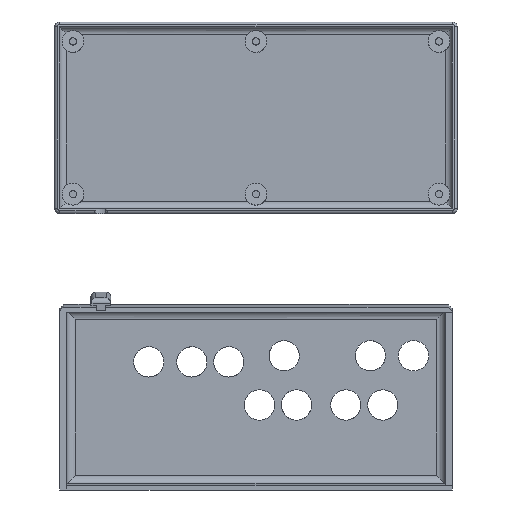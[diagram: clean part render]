
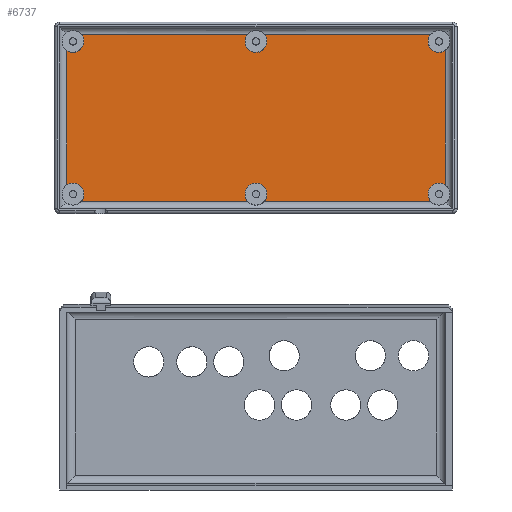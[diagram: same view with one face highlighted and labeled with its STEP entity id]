
A CAD part, top view. The second image highlights one B-rep face of the part: STEP entity #6737.
In plain terms, the highlighted planar face has unit normal (0, 0, 1).
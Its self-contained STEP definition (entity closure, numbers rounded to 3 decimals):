
#286=PLANE('',#7121);
#911=FACE_OUTER_BOUND('',#1308,.T.);
#1308=EDGE_LOOP('',(#5352,#5353,#5354,#5355,#5356,#5357,#5358,#5359,#5360,
#5361,#5362,#5363,#5364,#5365,#5366,#5367));
#1575=CIRCLE('',#7100,4.5);
#1576=CIRCLE('',#7101,4.5);
#1577=CIRCLE('',#7103,4.5);
#1578=CIRCLE('',#7104,4.5);
#1579=CIRCLE('',#7106,4.5);
#1580=CIRCLE('',#7107,4.5);
#1581=CIRCLE('',#7109,4.5);
#1582=CIRCLE('',#7110,4.5);
#1583=CIRCLE('',#7114,4.5);
#1584=CIRCLE('',#7119,4.5);
#1829=LINE('',#10704,#2394);
#1830=LINE('',#10736,#2395);
#1831=LINE('',#10762,#2396);
#1833=LINE('',#10792,#2398);
#1834=LINE('',#10816,#2399);
#1836=LINE('',#10841,#2401);
#2394=VECTOR('',#7764,10.);
#2395=VECTOR('',#7771,10.);
#2396=VECTOR('',#7774,10.);
#2398=VECTOR('',#7780,10.);
#2399=VECTOR('',#7783,10.);
#2401=VECTOR('',#7785,10.);
#3058=VERTEX_POINT('',#10688);
#3060=VERTEX_POINT('',#10703);
#3062=VERTEX_POINT('',#10722);
#3063=VERTEX_POINT('',#10723);
#3064=VERTEX_POINT('',#10735);
#3066=VERTEX_POINT('',#10750);
#3071=VERTEX_POINT('',#10782);
#3072=VERTEX_POINT('',#10791);
#3073=VERTEX_POINT('',#10802);
#3074=VERTEX_POINT('',#10803);
#3075=VERTEX_POINT('',#10815);
#3076=VERTEX_POINT('',#10829);
#3077=VERTEX_POINT('',#10845);
#3078=VERTEX_POINT('',#10850);
#3079=VERTEX_POINT('',#10855);
#3080=VERTEX_POINT('',#10860);
#3859=EDGE_CURVE('',#3058,#3060,#1829,.T.);
#3864=EDGE_CURVE('',#3062,#3064,#1830,.T.);
#3868=EDGE_CURVE('',#3066,#3063,#1831,.T.);
#3874=EDGE_CURVE('',#3071,#3072,#1833,.T.);
#3877=EDGE_CURVE('',#3073,#3075,#1834,.T.);
#3881=EDGE_CURVE('',#3076,#3074,#1836,.T.);
#3884=EDGE_CURVE('',#3062,#3077,#1575,.T.);
#3885=EDGE_CURVE('',#3077,#3063,#1576,.T.);
#3887=EDGE_CURVE('',#3066,#3078,#1577,.T.);
#3888=EDGE_CURVE('',#3078,#3060,#1578,.T.);
#3890=EDGE_CURVE('',#3058,#3079,#1579,.T.);
#3891=EDGE_CURVE('',#3079,#3075,#1580,.T.);
#3893=EDGE_CURVE('',#3073,#3080,#1581,.T.);
#3894=EDGE_CURVE('',#3080,#3074,#1582,.T.);
#3898=EDGE_CURVE('',#3071,#3064,#1583,.T.);
#3903=EDGE_CURVE('',#3076,#3072,#1584,.T.);
#5352=ORIENTED_EDGE('',*,*,#3864,.F.);
#5353=ORIENTED_EDGE('',*,*,#3884,.T.);
#5354=ORIENTED_EDGE('',*,*,#3885,.T.);
#5355=ORIENTED_EDGE('',*,*,#3868,.F.);
#5356=ORIENTED_EDGE('',*,*,#3887,.T.);
#5357=ORIENTED_EDGE('',*,*,#3888,.T.);
#5358=ORIENTED_EDGE('',*,*,#3859,.F.);
#5359=ORIENTED_EDGE('',*,*,#3890,.T.);
#5360=ORIENTED_EDGE('',*,*,#3891,.T.);
#5361=ORIENTED_EDGE('',*,*,#3877,.F.);
#5362=ORIENTED_EDGE('',*,*,#3893,.T.);
#5363=ORIENTED_EDGE('',*,*,#3894,.T.);
#5364=ORIENTED_EDGE('',*,*,#3881,.F.);
#5365=ORIENTED_EDGE('',*,*,#3903,.T.);
#5366=ORIENTED_EDGE('',*,*,#3874,.F.);
#5367=ORIENTED_EDGE('',*,*,#3898,.T.);
#6737=ADVANCED_FACE('',(#911),#286,.T.);
#7100=AXIS2_PLACEMENT_3D('',#10847,#7792,#7793);
#7101=AXIS2_PLACEMENT_3D('',#10848,#7794,#7795);
#7103=AXIS2_PLACEMENT_3D('',#10852,#7799,#7800);
#7104=AXIS2_PLACEMENT_3D('',#10853,#7801,#7802);
#7106=AXIS2_PLACEMENT_3D('',#10857,#7806,#7807);
#7107=AXIS2_PLACEMENT_3D('',#10858,#7808,#7809);
#7109=AXIS2_PLACEMENT_3D('',#10862,#7813,#7814);
#7110=AXIS2_PLACEMENT_3D('',#10863,#7815,#7816);
#7114=AXIS2_PLACEMENT_3D('',#10870,#7826,#7827);
#7119=AXIS2_PLACEMENT_3D('',#10879,#7840,#7841);
#7121=AXIS2_PLACEMENT_3D('',#10882,#7845,#7846);
#7764=DIRECTION('',(0.,-1.,0.));
#7771=DIRECTION('',(-1.,0.,0.));
#7774=DIRECTION('',(-1.,0.,0.));
#7780=DIRECTION('',(0.,1.,0.));
#7783=DIRECTION('',(1.,0.,0.));
#7785=DIRECTION('',(1.,0.,0.));
#7792=DIRECTION('center_axis',(0.,0.,-1.));
#7793=DIRECTION('ref_axis',(1.,0.,0.));
#7794=DIRECTION('center_axis',(0.,0.,-1.));
#7795=DIRECTION('ref_axis',(1.,0.,0.));
#7799=DIRECTION('center_axis',(0.,0.,-1.));
#7800=DIRECTION('ref_axis',(1.,0.,0.));
#7801=DIRECTION('center_axis',(0.,0.,-1.));
#7802=DIRECTION('ref_axis',(1.,0.,0.));
#7806=DIRECTION('center_axis',(0.,0.,-1.));
#7807=DIRECTION('ref_axis',(1.,0.,0.));
#7808=DIRECTION('center_axis',(0.,0.,-1.));
#7809=DIRECTION('ref_axis',(1.,0.,0.));
#7813=DIRECTION('center_axis',(0.,0.,-1.));
#7814=DIRECTION('ref_axis',(1.,0.,0.));
#7815=DIRECTION('center_axis',(0.,0.,-1.));
#7816=DIRECTION('ref_axis',(1.,0.,0.));
#7826=DIRECTION('center_axis',(0.,0.,-1.));
#7827=DIRECTION('ref_axis',(1.,0.,0.));
#7840=DIRECTION('center_axis',(0.,0.,-1.));
#7841=DIRECTION('ref_axis',(1.,0.,0.));
#7845=DIRECTION('center_axis',(0.,0.,1.));
#7846=DIRECTION('ref_axis',(1.,0.,0.));
#10688=CARTESIAN_POINT('',(159.,-9.742,2.5));
#10703=CARTESIAN_POINT('',(159.,-65.258,2.5));
#10704=CARTESIAN_POINT('',(159.,-18.75,2.5));
#10722=CARTESIAN_POINT('',(77.646,-72.,2.5));
#10723=CARTESIAN_POINT('',(84.354,-72.,2.5));
#10735=CARTESIAN_POINT('',(8.854,-72.,2.5));
#10736=CARTESIAN_POINT('',(121.5,-72.,2.5));
#10750=CARTESIAN_POINT('',(153.146,-72.,2.5));
#10762=CARTESIAN_POINT('',(121.5,-72.,2.5));
#10782=CARTESIAN_POINT('',(3.,-65.258,2.5));
#10791=CARTESIAN_POINT('',(3.,-9.742,2.5));
#10792=CARTESIAN_POINT('',(3.,-56.25,2.5));
#10802=CARTESIAN_POINT('',(84.354,-3.,2.5));
#10803=CARTESIAN_POINT('',(77.646,-3.,2.5));
#10815=CARTESIAN_POINT('',(153.146,-3.,2.5));
#10816=CARTESIAN_POINT('',(40.5,-3.,2.5));
#10829=CARTESIAN_POINT('',(8.854,-3.,2.5));
#10841=CARTESIAN_POINT('',(40.5,-3.,2.5));
#10845=CARTESIAN_POINT('',(76.5,-69.,2.5));
#10847=CARTESIAN_POINT('Origin',(81.,-69.,2.5));
#10848=CARTESIAN_POINT('Origin',(81.,-69.,2.5));
#10850=CARTESIAN_POINT('',(152.,-69.,2.5));
#10852=CARTESIAN_POINT('Origin',(156.5,-69.,2.5));
#10853=CARTESIAN_POINT('Origin',(156.5,-69.,2.5));
#10855=CARTESIAN_POINT('',(152.,-6.,2.5));
#10857=CARTESIAN_POINT('Origin',(156.5,-6.,2.5));
#10858=CARTESIAN_POINT('Origin',(156.5,-6.,2.5));
#10860=CARTESIAN_POINT('',(76.5,-6.,2.5));
#10862=CARTESIAN_POINT('Origin',(81.,-6.,2.5));
#10863=CARTESIAN_POINT('Origin',(81.,-6.,2.5));
#10870=CARTESIAN_POINT('Origin',(5.5,-69.,2.5));
#10879=CARTESIAN_POINT('Origin',(5.5,-6.,2.5));
#10882=CARTESIAN_POINT('Origin',(81.,-37.5,2.5));
